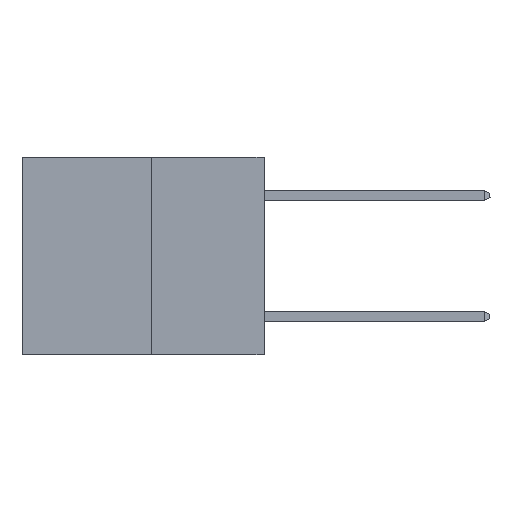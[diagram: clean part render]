
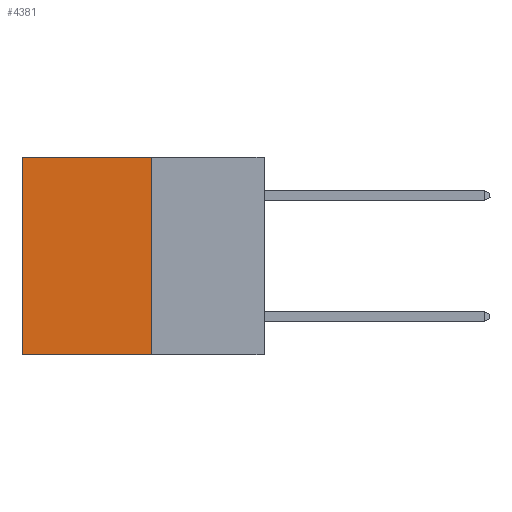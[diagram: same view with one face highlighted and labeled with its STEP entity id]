
A CAD part, left-side view. The second image highlights one B-rep face of the part: STEP entity #4381.
In plain terms, the highlighted planar face has unit normal (-1, 0, 0).
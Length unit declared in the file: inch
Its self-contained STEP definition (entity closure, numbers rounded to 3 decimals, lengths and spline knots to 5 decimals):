
#1557 = LINE ( 'NONE', #11062, #6359 ) ;
#2347 = ORIENTED_EDGE ( 'NONE', *, *, #17976, .F. ) ;
#2930 = FACE_OUTER_BOUND ( 'NONE', #24931, .T. ) ;
#4096 = ORIENTED_EDGE ( 'NONE', *, *, #14728, .T. ) ;
#4381 = ADVANCED_FACE ( 'NONE', ( #2930 ), #21526, .F. ) ;
#5873 = CARTESIAN_POINT ( 'NONE',  ( 0.3165, 0.28, -0.49 ) ) ;
#6359 = VECTOR ( 'NONE', #15101, 39.37008 ) ;
#7784 = LINE ( 'NONE', #15307, #8125 ) ;
#8125 = VECTOR ( 'NONE', #19094, 39.37008 ) ;
#8829 = LINE ( 'NONE', #5873, #12706 ) ;
#10089 = ORIENTED_EDGE ( 'NONE', *, *, #22004, .F. ) ;
#11062 = CARTESIAN_POINT ( 'NONE',  ( 0.3165, 0.6, -0.49 ) ) ;
#11075 = CARTESIAN_POINT ( 'NONE',  ( 0.3165, 0.28, 0. ) ) ;
#11909 = CARTESIAN_POINT ( 'NONE',  ( 0.3165, 0.28, 0. ) ) ;
#12592 = DIRECTION ( 'NONE',  ( 0., 0., -1. ) ) ;
#12706 = VECTOR ( 'NONE', #12592, 39.37008 ) ;
#12864 = DIRECTION ( 'NONE',  ( 0., 1., 0. ) ) ;
#13034 = CARTESIAN_POINT ( 'NONE',  ( 0.3165, 0.6, 0. ) ) ;
#14665 = VECTOR ( 'NONE', #12864, 39.37008 ) ;
#14728 = EDGE_CURVE ( 'NONE', #22886, #14969, #1557, .T. ) ;
#14969 = VERTEX_POINT ( 'NONE', #25948 ) ;
#15101 = DIRECTION ( 'NONE',  ( 0., 0., -1. ) ) ;
#15307 = CARTESIAN_POINT ( 'NONE',  ( 0.3165, 0.28, -0.49 ) ) ;
#16921 = EDGE_CURVE ( 'NONE', #23987, #22886, #25280, .T. ) ;
#17259 = DIRECTION ( 'NONE',  ( 1., 0., 0. ) ) ;
#17976 = EDGE_CURVE ( 'NONE', #23987, #23912, #8829, .T. ) ;
#19094 = DIRECTION ( 'NONE',  ( 0., 1., 0. ) ) ;
#19355 = DIRECTION ( 'NONE',  ( 0., 0., -1. ) ) ;
#20283 = CARTESIAN_POINT ( 'NONE',  ( 0.3165, 0.28, -0.49 ) ) ;
#21033 = ORIENTED_EDGE ( 'NONE', *, *, #16921, .T. ) ;
#21526 = PLANE ( 'NONE',  #22827 ) ;
#22004 = EDGE_CURVE ( 'NONE', #23912, #14969, #7784, .T. ) ;
#22827 = AXIS2_PLACEMENT_3D ( 'NONE', #23634, #17259, #19355 ) ;
#22886 = VERTEX_POINT ( 'NONE', #13034 ) ;
#23634 = CARTESIAN_POINT ( 'NONE',  ( 0.3165, 0.28, -0.49 ) ) ;
#23912 = VERTEX_POINT ( 'NONE', #20283 ) ;
#23987 = VERTEX_POINT ( 'NONE', #11909 ) ;
#24931 = EDGE_LOOP ( 'NONE', ( #4096, #10089, #2347, #21033 ) ) ;
#25280 = LINE ( 'NONE', #11075, #14665 ) ;
#25948 = CARTESIAN_POINT ( 'NONE',  ( 0.3165, 0.6, -0.49 ) ) ;
